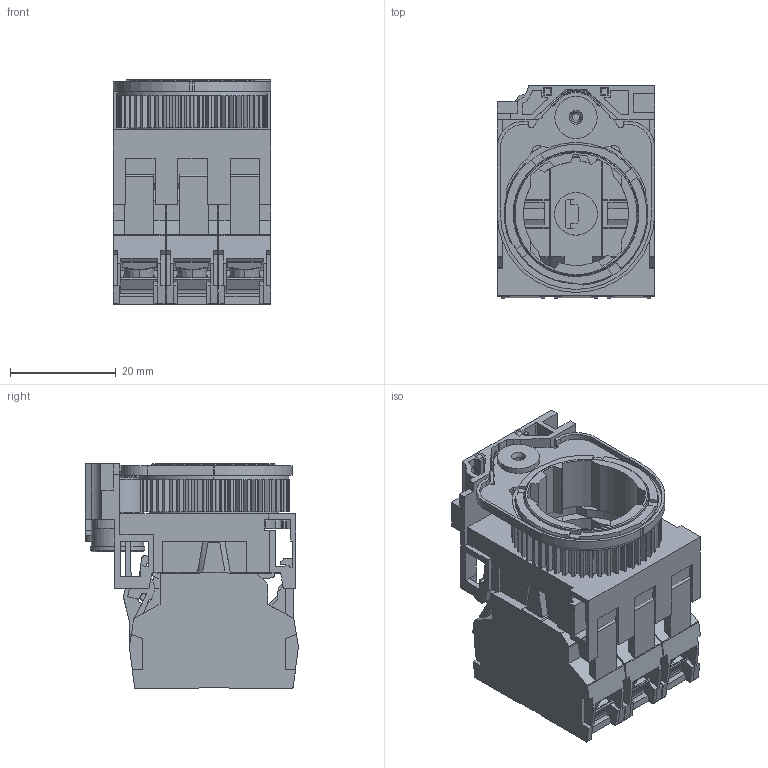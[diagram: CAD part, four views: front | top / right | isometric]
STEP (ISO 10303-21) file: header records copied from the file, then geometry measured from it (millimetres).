
FILE_DESCRIPTION(('STEP AP214'),'1');
FILE_NAME('cctmp_30420723-F695-46A0-9782-EA7766ABC093_2025_10_07_17_57_36_0488..stp','2025-10-07T15:57:39',('SIEMENS A&D'),('CADClick - www.CADClick.com'),'Spatial InterOp 3D postprocessed',' ','unknown authorization');
FILE_SCHEMA(('AUTOMOTIVE_DESIGN'));
Length unit declared in the file: millimetre
Products named in the file (5): cc_unnamed; 0_3; 0_2; 0_1; 0
Assembly tree (4 placements, depth 2):
  cc_unnamed
    0_3
    0_2
    0_1
    0
Bounding box: 29.8 x 40.28 x 42.55 mm (x, y, z)
Volume: 24803.8 mm3; surface area: 25344.1 mm2
Topology: 4 solids, 5 shells, 3284 faces, 9322 edges, 6134 vertices
Faces by surface type: plane 2470, cylinder 730, cone 60, torus 24
Entity records: 116463 total; most frequent: CARTESIAN_POINT 19242, ORIENTED_EDGE 18640, DIRECTION 17839, EDGE_CURVE 9320, LINE 7265, VECTOR 7265, VERTEX_POINT 6134, AXIS2_PLACEMENT_3D 5287
